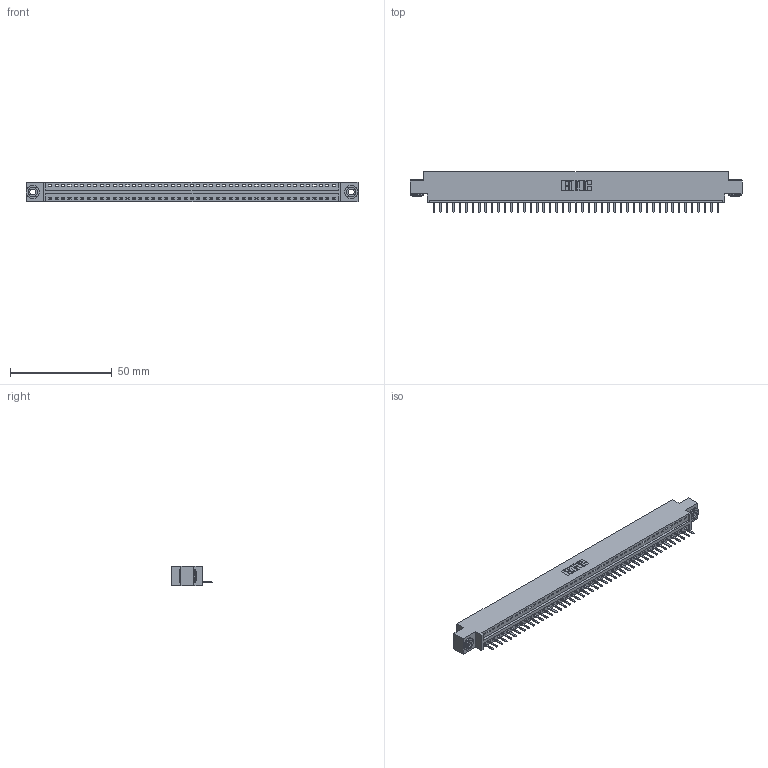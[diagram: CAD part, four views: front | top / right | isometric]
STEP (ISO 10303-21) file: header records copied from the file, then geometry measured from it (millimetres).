
FILE_DESCRIPTION (( 'STEP AP203' ), '1' );
FILE_NAME ('346-045-520-603.STEP', '2022-05-09T18:06:20', ( '' ), ( '' ), 'SwSTEP 2.0', 'SolidWorks 2020', '' );
FILE_SCHEMA (( 'CONFIG_CONTROL_DESIGN' ));
Length unit declared in the file: inch
Products named in the file (4): 346-045-520-603; 345-250-002_345-250-002-102; 346 Part_0.170 Offset - 0.156 Dia-TH; 345-292-001_345-293-120
Assembly tree (48 placements, depth 2):
  346-045-520-603
    346 Part_0.170 Offset - 0.156 Dia-TH
    345-292-001_345-293-120  x45
    345-250-002_345-250-002-102  x2
Bounding box: 163.45 x 20.02 x 9.4 mm (x, y, z)
Volume: 15383.6 mm3; surface area: 19239.6 mm2
Topology: 48 solids, 48 shells, 2968 faces, 8733 edges, 5698 vertices
Faces by surface type: plane 1994, cylinder 966, cone 8
Entity records: 28836 total; most frequent: CARTESIAN_POINT 4936, ORIENTED_EDGE 4894, DIRECTION 4367, EDGE_CURVE 2447, VECTOR 2107, LINE 2107, VERTEX_POINT 1626, AXIS2_PLACEMENT_3D 1130
